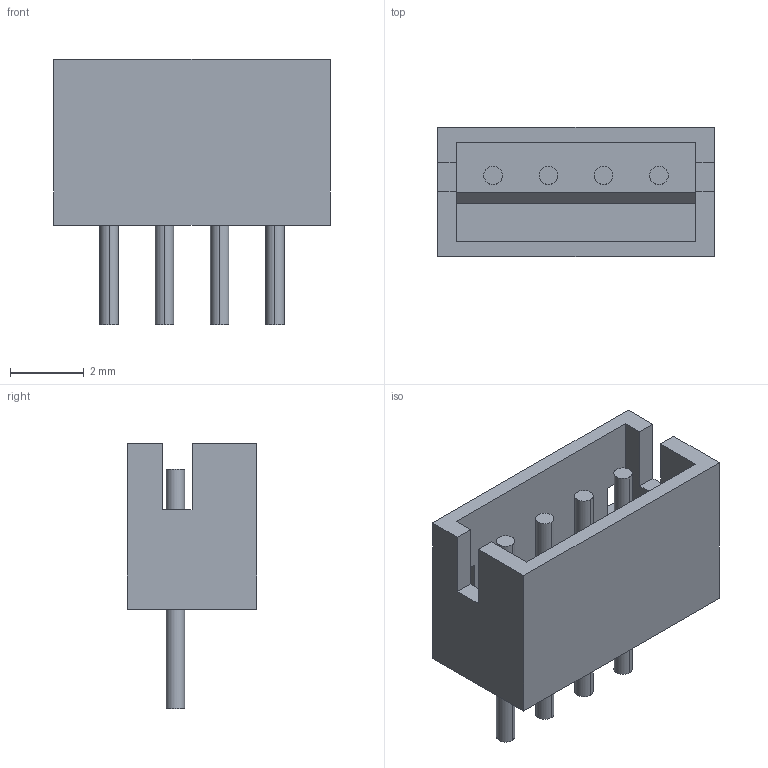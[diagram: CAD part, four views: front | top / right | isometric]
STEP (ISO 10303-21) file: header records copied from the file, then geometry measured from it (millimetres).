
FILE_DESCRIPTION(('FreeCAD Model'),'2;1');
FILE_NAME('B4B-ZR.step','2017-09-01T18:06:07',( 'kicad StepUp'),('ksu MCAD'),'Open CASCADE STEP processor 6.8', 'FreeCAD','Unknown');
FILE_SCHEMA(('AUTOMOTIVE_DESIGN_CC2 { 1 2 10303 214 -1 1 5 4 }'));
Length unit declared in the file: millimetre
Products named in the file (1): B4B-ZR
Bounding box: 7.5 x 3.5 x 7.2 mm (x, y, z)
Volume: 63.4 mm3; surface area: 241.8 mm2
Topology: 1 solids, 1 shells, 50 faces, 126 edges, 84 vertices
Faces by surface type: plane 34, cylinder 16
Entity records: 1873 total; most frequent: CARTESIAN_POINT 261, DIRECTION 260, ORIENTED_EDGE 252, EDGE_CURVE 126, LINE 94, VECTOR 94, VERTEX_POINT 84, AXIS2_PLACEMENT_3D 83
